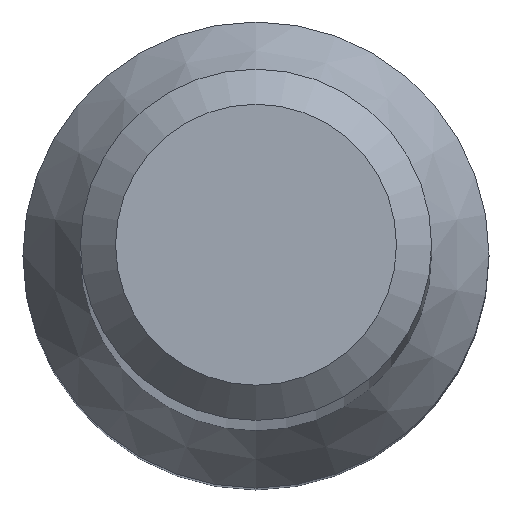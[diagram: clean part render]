
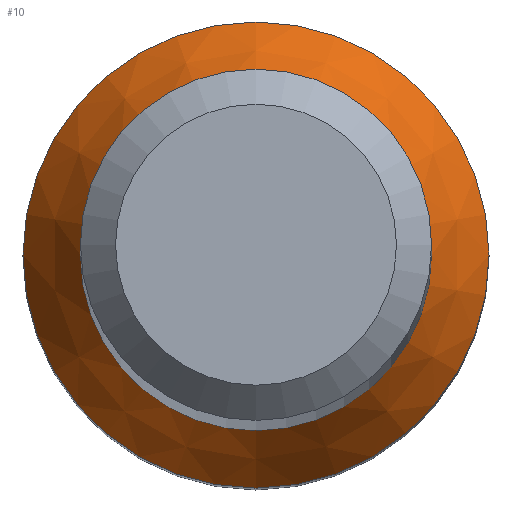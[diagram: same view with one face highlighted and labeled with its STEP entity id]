
A CAD part, top view. The second image highlights one B-rep face of the part: STEP entity #10.
In plain terms, the highlighted conical face has half-angle 30 degrees and reference radius 2.654 mm.
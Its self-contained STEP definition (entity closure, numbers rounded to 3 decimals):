
#10 = ADVANCED_FACE ( 'NONE', ( #216, #188 ), #113, .T. ) ;
#24 = CARTESIAN_POINT ( 'NONE',  ( 0., 2., 13.992 ) ) ;
#25 = DIRECTION ( 'NONE',  ( 0., 0., -1. ) ) ;
#31 = DIRECTION ( 'NONE',  ( 0., 0., -1. ) ) ;
#38 = CIRCLE ( 'NONE', #102, 2.654 ) ;
#48 = CARTESIAN_POINT ( 'NONE',  ( 0., 0., 13.992 ) ) ;
#61 = AXIS2_PLACEMENT_3D ( 'NONE', #48, #219, #127 ) ;
#73 = CARTESIAN_POINT ( 'NONE',  ( 0., 2.654, 12.859 ) ) ;
#89 = VERTEX_POINT ( 'NONE', #73 ) ;
#93 = CARTESIAN_POINT ( 'NONE',  ( 0., 0., 12.859 ) ) ;
#102 = AXIS2_PLACEMENT_3D ( 'NONE', #93, #31, #162 ) ;
#109 = VERTEX_POINT ( 'NONE', #24 ) ;
#113 = CONICAL_SURFACE ( 'NONE', #241, 2.654, 0.524 ) ;
#115 = EDGE_CURVE ( 'NONE', #89, #89, #38, .T. ) ;
#122 = EDGE_LOOP ( 'NONE', ( #185 ) ) ;
#125 = CARTESIAN_POINT ( 'NONE',  ( 0., 0., 12.859 ) ) ;
#127 = DIRECTION ( 'NONE',  ( 0., 1., 0. ) ) ;
#145 = ORIENTED_EDGE ( 'NONE', *, *, #156, .T. ) ;
#156 = EDGE_CURVE ( 'NONE', #109, #109, #204, .T. ) ;
#162 = DIRECTION ( 'NONE',  ( 0., 1., 0. ) ) ;
#185 = ORIENTED_EDGE ( 'NONE', *, *, #115, .F. ) ;
#188 = FACE_OUTER_BOUND ( 'NONE', #122, .T. ) ;
#199 = EDGE_LOOP ( 'NONE', ( #145 ) ) ;
#204 = CIRCLE ( 'NONE', #61, 2. ) ;
#216 = FACE_BOUND ( 'NONE', #199, .T. ) ;
#217 = DIRECTION ( 'NONE',  ( 0., 1., 0. ) ) ;
#219 = DIRECTION ( 'NONE',  ( 0., 0., -1. ) ) ;
#241 = AXIS2_PLACEMENT_3D ( 'NONE', #125, #25, #217 ) ;
